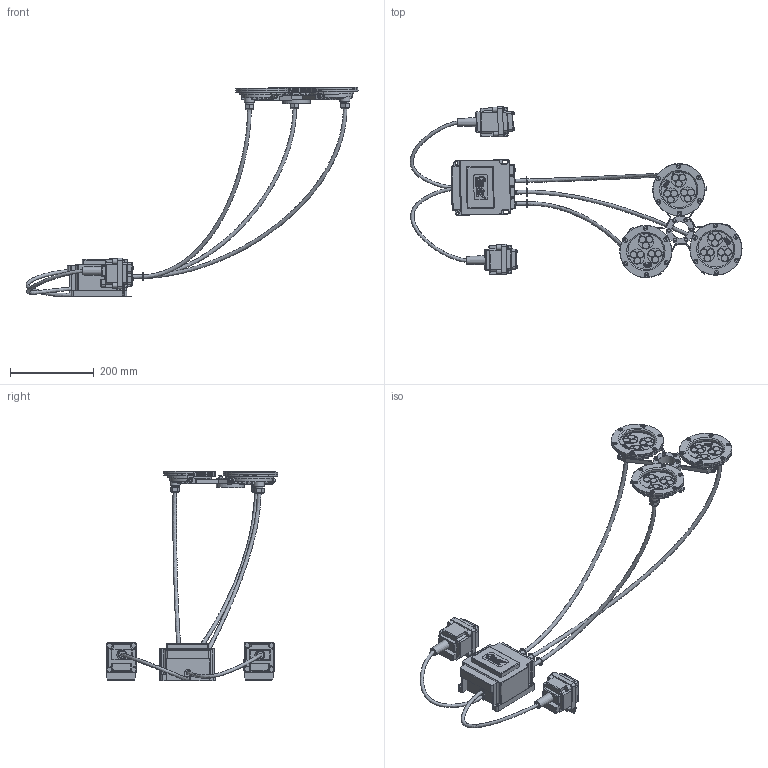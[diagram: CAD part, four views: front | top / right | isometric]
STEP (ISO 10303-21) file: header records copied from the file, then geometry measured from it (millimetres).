
FILE_DESCRIPTION(/* description */ (''),/* implementation_level */ '2;1');
FILE_NAME(/* name */ '51069_3D_LED-Modul-II-960-DMX_002.stp',/* time_stamp */ '2018-11-09T10:57:07+01:00',/* author */ ('guzb562'),/* organization */ (''),/* preprocessor_version */ 'ST-DEVELOPER v17',/* originating_system */ 'Autodesk Inventor 2019',/* authorisation */ '');
FILE_SCHEMA (('AUTOMOTIVE_DESIGN { 1 0 10303 214 3 1 1 }'));
Products named in the file (10): LED-Modul II 960_DMX_02; 50717_Profilux_Led 320_SB; 50720; Trafo; neue Box_2; neue Box; 50720.Kabelbaum1; 50720.Kabelbaum1_1; LED-Modul II 960_DMX_02.Kabelbaum1; LED-Modul II 960_DMX_02.Kabelbaum1_1
Assembly tree (9 placements, depth 4):
  LED-Modul II 960_DMX_02
    50717_Profilux_Led 320_SB
    50720
      Trafo
      neue Box_2
      neue Box
      50720.Kabelbaum1
        50720.Kabelbaum1_1
    LED-Modul II 960_DMX_02.Kabelbaum1
      LED-Modul II 960_DMX_02.Kabelbaum1_1
Bounding box: 794.98 x 410.42 x 502.81 mm (x, y, z)
Volume: 2592918.5 mm3; surface area: 438657.1 mm2
Topology: 10 solids, 23 shells, 2772 faces, 6975 edges, 4422 vertices
Faces by surface type: plane 1777, cylinder 507, bspline 382, torus 63, cone 31, sphere 12
Full cylindrical faces by diameter (mm): 5 x6, 6 x4, 6.4 x2, 7 x12, 7.922 x7, 7.924 x1, 8 x7, 8.03 x6, 9.793 x6, 10.7 x18, 16.5 x27, 19.862 x3, 23.862 x3, 36.3 x9, 40.086 x1, 66.304 x1, 85.827 x3, 90.038 x3, 92.753 x3, 109.993 x3, 118.695 x3, 125.01 x6
Entity records: 144365 total; most frequent: CARTESIAN_POINT 78616, ORIENTED_EDGE 13922, DIRECTION 12589, EDGE_CURVE 6966, LINE 4641, VECTOR 4641, VERTEX_POINT 4412, AXIS2_PLACEMENT_3D 3974
